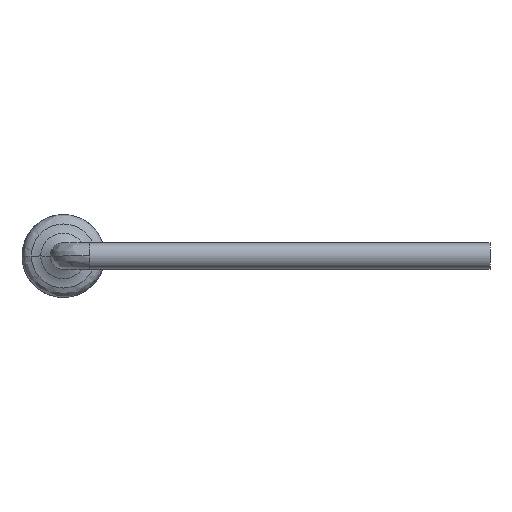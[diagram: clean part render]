
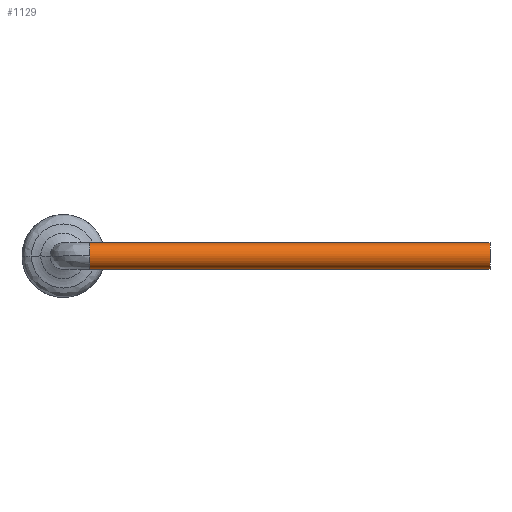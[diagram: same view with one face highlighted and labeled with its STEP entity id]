
A CAD part, left-side view. The second image highlights one B-rep face of the part: STEP entity #1129.
In plain terms, the highlighted cylindrical face has radius 0.24 mm (diameter 0.48 mm), a partial arc.
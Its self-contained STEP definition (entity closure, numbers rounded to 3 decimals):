
#42 = DIRECTION ( 'NONE',  ( 1., 0., 0. ) ) ;
#144 = EDGE_CURVE ( 'NONE', #1005, #192, #2214, .T. ) ;
#192 = VERTEX_POINT ( 'NONE', #1260 ) ;
#231 = VERTEX_POINT ( 'NONE', #486 ) ;
#264 = DIRECTION ( 'NONE',  ( 0., 1., 0. ) ) ;
#288 = CIRCLE ( 'NONE', #1732, 0.24 ) ;
#404 = VERTEX_POINT ( 'NONE', #2552 ) ;
#486 = CARTESIAN_POINT ( 'NONE',  ( -6.226, 0.24, -2.54 ) ) ;
#512 = VECTOR ( 'NONE', #42, 1000. ) ;
#606 = CARTESIAN_POINT ( 'NONE',  ( 1.02, 0., -2.54 ) ) ;
#632 = EDGE_LOOP ( 'NONE', ( #735, #875, #644, #804, #2229 ) ) ;
#636 = CIRCLE ( 'NONE', #1623, 0.24 ) ;
#644 = ORIENTED_EDGE ( 'NONE', *, *, #2519, .T. ) ;
#735 = ORIENTED_EDGE ( 'NONE', *, *, #2269, .F. ) ;
#804 = ORIENTED_EDGE ( 'NONE', *, *, #144, .T. ) ;
#842 = LINE ( 'NONE', #2265, #1349 ) ;
#875 = ORIENTED_EDGE ( 'NONE', *, *, #1273, .T. ) ;
#1005 = VERTEX_POINT ( 'NONE', #2252 ) ;
#1053 = LINE ( 'NONE', #2458, #512 ) ;
#1129 = ADVANCED_FACE ( 'NONE', ( #1583 ), #1174, .T. ) ;
#1174 = CYLINDRICAL_SURFACE ( 'NONE', #2217, 0.24 ) ;
#1260 = CARTESIAN_POINT ( 'NONE',  ( 1.02, 0., -2.78 ) ) ;
#1273 = EDGE_CURVE ( 'NONE', #2069, #231, #288, .T. ) ;
#1314 = CARTESIAN_POINT ( 'NONE',  ( 1.02, 0., -2.54 ) ) ;
#1349 = VECTOR ( 'NONE', #2480, 1000. ) ;
#1502 = DIRECTION ( 'NONE',  ( 0., 1., 0. ) ) ;
#1583 = FACE_OUTER_BOUND ( 'NONE', #632, .T. ) ;
#1623 = AXIS2_PLACEMENT_3D ( 'NONE', #1314, #1764, #1776 ) ;
#1630 = EDGE_CURVE ( 'NONE', #192, #404, #636, .T. ) ;
#1709 = CARTESIAN_POINT ( 'NONE',  ( -6.226, 0., -2.54 ) ) ;
#1732 = AXIS2_PLACEMENT_3D ( 'NONE', #1709, #2123, #1502 ) ;
#1764 = DIRECTION ( 'NONE',  ( -1., 0., 0. ) ) ;
#1771 = AXIS2_PLACEMENT_3D ( 'NONE', #606, #1810, #2158 ) ;
#1776 = DIRECTION ( 'NONE',  ( 0., 1., 0. ) ) ;
#1810 = DIRECTION ( 'NONE',  ( -1., 0., 0. ) ) ;
#1829 = CARTESIAN_POINT ( 'NONE',  ( 3.834, 0., -2.54 ) ) ;
#2069 = VERTEX_POINT ( 'NONE', #2439 ) ;
#2123 = DIRECTION ( 'NONE',  ( 1., 0., 0. ) ) ;
#2158 = DIRECTION ( 'NONE',  ( 0., 1., 0. ) ) ;
#2214 = CIRCLE ( 'NONE', #1771, 0.24 ) ;
#2217 = AXIS2_PLACEMENT_3D ( 'NONE', #1829, #2393, #264 ) ;
#2229 = ORIENTED_EDGE ( 'NONE', *, *, #1630, .T. ) ;
#2252 = CARTESIAN_POINT ( 'NONE',  ( 1.02, 0.24, -2.54 ) ) ;
#2265 = CARTESIAN_POINT ( 'NONE',  ( 3.834, 0.24, -2.54 ) ) ;
#2269 = EDGE_CURVE ( 'NONE', #2069, #404, #1053, .T. ) ;
#2393 = DIRECTION ( 'NONE',  ( 1., 0., 0. ) ) ;
#2439 = CARTESIAN_POINT ( 'NONE',  ( -6.226, -0.24, -2.54 ) ) ;
#2458 = CARTESIAN_POINT ( 'NONE',  ( 3.834, -0.24, -2.54 ) ) ;
#2480 = DIRECTION ( 'NONE',  ( 1., 0., 0. ) ) ;
#2519 = EDGE_CURVE ( 'NONE', #231, #1005, #842, .T. ) ;
#2552 = CARTESIAN_POINT ( 'NONE',  ( 1.02, -0.24, -2.54 ) ) ;
